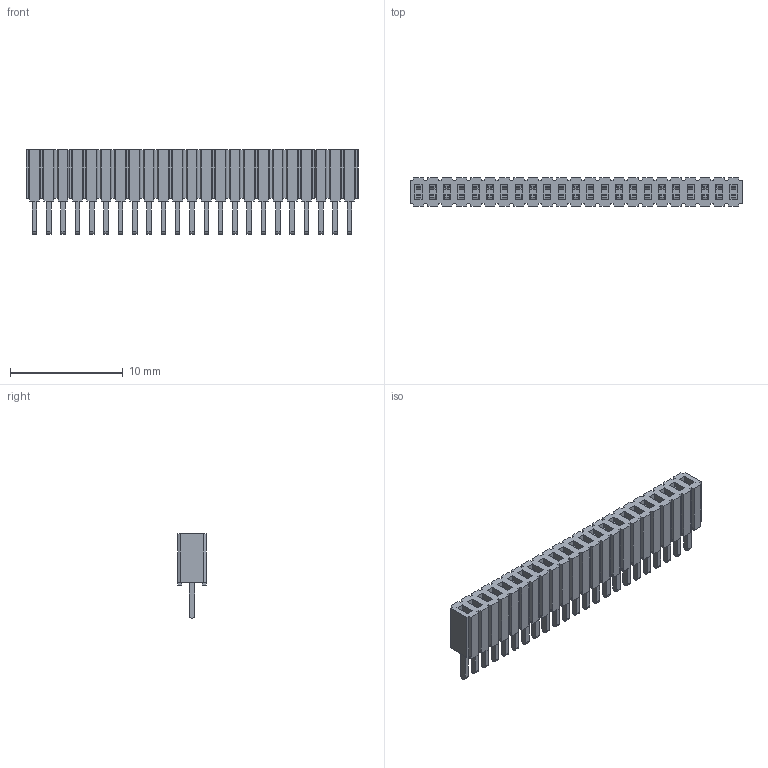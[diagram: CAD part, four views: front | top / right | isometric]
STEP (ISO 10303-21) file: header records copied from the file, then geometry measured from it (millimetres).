
FILE_DESCRIPTION(('FreeCAD Model'),'2;1');
FILE_NAME('Open CASCADE Shape Model','2025-01-08T13:22:15',(''),(''), 'Open CASCADE STEP processor 7.8','FreeCAD','Unknown');
FILE_SCHEMA(('AUTOMOTIVE_DESIGN { 1 0 10303 214 1 1 1 1 }'));
Length unit declared in the file: millimetre
Products named in the file (2): SLM-123-01-S_socket; C-29-01-23-S
Bounding box: 29.44 x 2.54 x 7.49 mm (x, y, z)
Volume: 280.9 mm3; surface area: 1279.9 mm2
Topology: 2 solids, 2 shells, 844 faces, 2290 edges, 1496 vertices
Faces by surface type: plane 821, cylinder 23
Entity records: 25964 total; most frequent: CARTESIAN_POINT 4631, ORIENTED_EDGE 4580, DIRECTION 4026, EDGE_CURVE 2290, LINE 2244, VECTOR 2244, VERTEX_POINT 1496, AXIS2_PLACEMENT_3D 891
